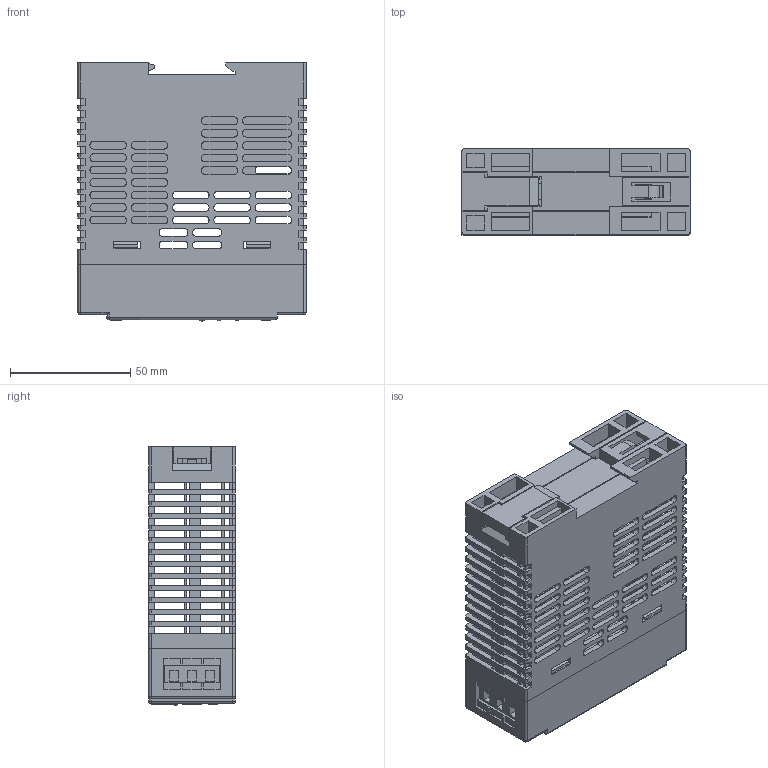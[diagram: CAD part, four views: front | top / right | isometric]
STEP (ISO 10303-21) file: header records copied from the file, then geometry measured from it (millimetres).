
FILE_DESCRIPTION((''),'2;1');
FILE_NAME('BPS-1-30','2020-06-16T',('IMO'),(''),'PRO/ENGINEER BY PARAMETRIC TECHNOLOGY CORPORATION, 2010280','PRO/ENGINEER BY PARAMETRIC TECHNOLOGY CORPORATION, 2010280','');
FILE_SCHEMA(('AUTOMOTIVE_DESIGN { 1 2 10303 214 0 1 1 1 }'));
Products named in the file (16): BPS-1-30 Case; BPS-1-30 Cover; BPS-1-30 DIN Clip; Terminal Block 4P; Terminal Block 3P; LED; Symbol V-ADJ; Symbol DC OK; Symbol DC LOW; Symbol L; Symbol N; Symbol Earth; Symbol +; Symbol -; BPS-1-30
Assembly tree (17 placements, depth 2):
  BPS-1-30
    BPS-1-30 Case
    BPS-1-30 Cover
    BPS-1-30 DIN Clip
    Terminal Block 4P
    Terminal Block 3P
    LED
    LED
    Symbol V-ADJ
    Symbol DC OK
    Symbol DC LOW
    Symbol L
    Symbol N
    Symbol Earth
    Symbol +  x2
    Symbol -  x2
Bounding box: 95 x 36 x 107.62 mm (x, y, z)
Volume: 75433.2 mm3; surface area: 76154 mm2
Topology: 31 solids, 31 shells, 1781 faces, 5671 edges, 3762 vertices
Faces by surface type: plane 1460, cylinder 311, sphere 10
Entity records: 80043 total; most frequent: ORIENTED_EDGE 11230, CARTESIAN_POINT 11223, DIRECTION 9845, PRESENTATION_STYLE_ASSIGNMENT 5648, STYLED_ITEM 5648, CURVE_STYLE 5615, EDGE_CURVE 5615, VECTOR 4965
